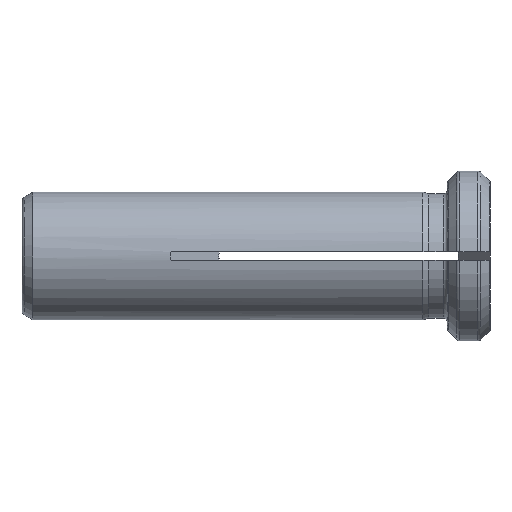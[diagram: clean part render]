
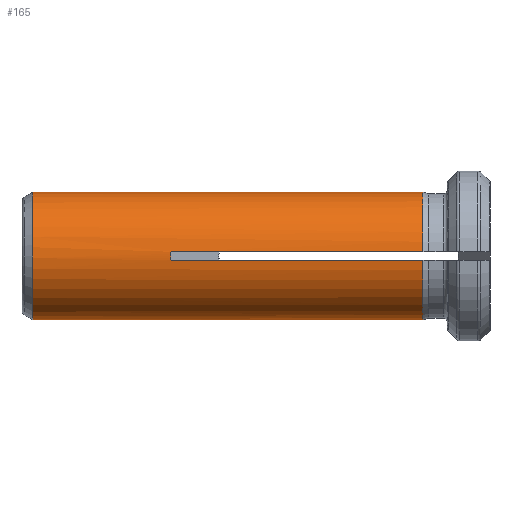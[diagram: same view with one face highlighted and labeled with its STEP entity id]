
A CAD part, front view. The second image highlights one B-rep face of the part: STEP entity #165.
In plain terms, the highlighted cylindrical face has radius 6 mm (diameter 12 mm), a full revolution.
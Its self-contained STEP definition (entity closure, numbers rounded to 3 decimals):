
#165=ADVANCED_FACE( '', ( #368, #369 ), #370, .T. );
#368=FACE_OUTER_BOUND( '', #603, .T. );
#369=FACE_OUTER_BOUND( '', #604, .T. );
#370=CYLINDRICAL_SURFACE( '', #605, 6. );
#603=EDGE_LOOP( '', ( #1091 ) );
#604=EDGE_LOOP( '', ( #1092, #1093, #1094, #1095, #1096, #1097, #1098, #1099, #1100, #1101, #1102, #1103, #1104, #1105, #1106, #1107 ) );
#605=AXIS2_PLACEMENT_3D( '', #1108, #1109, #1110 );
#1091=ORIENTED_EDGE( '', *, *, #1501, .T. );
#1092=ORIENTED_EDGE( '', *, *, #1472, .F. );
#1093=ORIENTED_EDGE( '', *, *, #1603, .T. );
#1094=ORIENTED_EDGE( '', *, *, #1604, .T. );
#1095=ORIENTED_EDGE( '', *, *, #1545, .F. );
#1096=ORIENTED_EDGE( '', *, *, #1605, .F. );
#1097=ORIENTED_EDGE( '', *, *, #1490, .T. );
#1098=ORIENTED_EDGE( '', *, *, #1530, .T. );
#1099=ORIENTED_EDGE( '', *, *, #1419, .F. );
#1100=ORIENTED_EDGE( '', *, *, #1606, .F. );
#1101=ORIENTED_EDGE( '', *, *, #1568, .T. );
#1102=ORIENTED_EDGE( '', *, *, #1515, .T. );
#1103=ORIENTED_EDGE( '', *, *, #1601, .F. );
#1104=ORIENTED_EDGE( '', *, *, #1607, .F. );
#1105=ORIENTED_EDGE( '', *, *, #1556, .T. );
#1106=ORIENTED_EDGE( '', *, *, #1522, .T. );
#1107=ORIENTED_EDGE( '', *, *, #1608, .F. );
#1108=CARTESIAN_POINT( '', ( -60., 0., 0. ) );
#1109=DIRECTION( '', ( 1., 0., 0. ) );
#1110=DIRECTION( '', ( 0., 0., 1. ) );
#1419=EDGE_CURVE( '', #1704, #1706, #1707, .T. );
#1472=EDGE_CURVE( '', #1800, #1802, #1803, .F. );
#1490=EDGE_CURVE( '', #1832, #1830, #1833, .T. );
#1501=EDGE_CURVE( '', #1849, #1849, #1850, .T. );
#1515=EDGE_CURVE( '', #1869, #1867, #1870, .T. );
#1522=EDGE_CURVE( '', #1879, #1877, #1880, .T. );
#1530=EDGE_CURVE( '', #1830, #1706, #1892, .T. );
#1545=EDGE_CURVE( '', #1911, #1913, #1914, .T. );
#1556=EDGE_CURVE( '', #1926, #1879, #1927, .T. );
#1568=EDGE_CURVE( '', #1947, #1869, #1948, .T. );
#1601=EDGE_CURVE( '', #1998, #1867, #2000, .T. );
#1603=EDGE_CURVE( '', #1800, #2002, #2003, .T. );
#1604=EDGE_CURVE( '', #2002, #1913, #2004, .T. );
#1605=EDGE_CURVE( '', #1832, #1911, #2005, .F. );
#1606=EDGE_CURVE( '', #1947, #1704, #2006, .F. );
#1607=EDGE_CURVE( '', #1926, #1998, #2007, .F. );
#1608=EDGE_CURVE( '', #1802, #1877, #2008, .T. );
#1704=VERTEX_POINT( '', #2151 );
#1706=VERTEX_POINT( '', #2159 );
#1707=LINE( '', #2160, #2161 );
#1800=VERTEX_POINT( '', #2286 );
#1802=VERTEX_POINT( '', #2294 );
#1803=CIRCLE( '', #2295, 6. );
#1830=VERTEX_POINT( '', #2350 );
#1832=VERTEX_POINT( '', #2353 );
#1833=LINE( '', #2354, #2355 );
#1849=VERTEX_POINT( '', #2401 );
#1850=CIRCLE( '', #2402, 6. );
#1867=VERTEX_POINT( '', #2427 );
#1869=VERTEX_POINT( '', #2430 );
#1870=ELLIPSE( '', #2431, 8.485, 6. );
#1877=VERTEX_POINT( '', #2444 );
#1879=VERTEX_POINT( '', #2447 );
#1880=ELLIPSE( '', #2448, 8.485, 6. );
#1892=ELLIPSE( '', #2467, 8.485, 6. );
#1911=VERTEX_POINT( '', #2510 );
#1913=VERTEX_POINT( '', #2518 );
#1914=LINE( '', #2519, #2520 );
#1926=VERTEX_POINT( '', #2543 );
#1927=LINE( '', #2544, #2545 );
#1947=VERTEX_POINT( '', #2602 );
#1948=LINE( '', #2603, #2604 );
#1998=VERTEX_POINT( '', #2707 );
#2000=LINE( '', #2715, #2716 );
#2002=VERTEX_POINT( '', #2718 );
#2003=LINE( '', #2719, #2720 );
#2004=ELLIPSE( '', #2721, 8.485, 6. );
#2005=CIRCLE( '', #2722, 6. );
#2006=CIRCLE( '', #2723, 6. );
#2007=CIRCLE( '', #2724, 6. );
#2008=LINE( '', #2725, #2726 );
#2151=CARTESIAN_POINT( '', ( -2.313, 0.4, 5.987 ) );
#2159=CARTESIAN_POINT( '', ( -25.987, 0.4, 5.987 ) );
#2160=CARTESIAN_POINT( '', ( -60., 0.4, 5.987 ) );
#2161=VECTOR( '', #2869, 1000. );
#2286=CARTESIAN_POINT( '', ( -2.313, -5.987, -0.4 ) );
#2294=CARTESIAN_POINT( '', ( -2.313, -0.4, -5.987 ) );
#2295=AXIS2_PLACEMENT_3D( '', #2954, #2955, #2956 );
#2350=CARTESIAN_POINT( '', ( -25.987, -0.4, 5.987 ) );
#2353=CARTESIAN_POINT( '', ( -2.313, -0.4, 5.987 ) );
#2354=CARTESIAN_POINT( '', ( -60., -0.4, 5.987 ) );
#2355=VECTOR( '', #2975, 1000. );
#2401=CARTESIAN_POINT( '', ( -38.986, 0., -6. ) );
#2402=AXIS2_PLACEMENT_3D( '', #2979, #2980, #2981 );
#2427=CARTESIAN_POINT( '', ( -25.987, 5.987, -0.4 ) );
#2430=CARTESIAN_POINT( '', ( -25.987, 5.987, 0.4 ) );
#2431=AXIS2_PLACEMENT_3D( '', #2998, #2999, #3000 );
#2444=CARTESIAN_POINT( '', ( -25.987, -0.4, -5.987 ) );
#2447=CARTESIAN_POINT( '', ( -25.987, 0.4, -5.987 ) );
#2448=AXIS2_PLACEMENT_3D( '', #3006, #3007, #3008 );
#2467=AXIS2_PLACEMENT_3D( '', #3016, #3017, #3018 );
#2510=CARTESIAN_POINT( '', ( -2.313, -5.987, 0.4 ) );
#2518=CARTESIAN_POINT( '', ( -25.987, -5.987, 0.4 ) );
#2519=CARTESIAN_POINT( '', ( -60., -5.987, 0.4 ) );
#2520=VECTOR( '', #3028, 1000. );
#2543=CARTESIAN_POINT( '', ( -2.313, 0.4, -5.987 ) );
#2544=CARTESIAN_POINT( '', ( -60., 0.4, -5.987 ) );
#2545=VECTOR( '', #3035, 1000. );
#2602=CARTESIAN_POINT( '', ( -2.313, 5.987, 0.4 ) );
#2603=CARTESIAN_POINT( '', ( -60., 5.987, 0.4 ) );
#2604=VECTOR( '', #3039, 1000. );
#2707=CARTESIAN_POINT( '', ( -2.313, 5.987, -0.4 ) );
#2715=CARTESIAN_POINT( '', ( -60., 5.987, -0.4 ) );
#2716=VECTOR( '', #3069, 1000. );
#2718=CARTESIAN_POINT( '', ( -25.987, -5.987, -0.4 ) );
#2719=CARTESIAN_POINT( '', ( -60., -5.987, -0.4 ) );
#2720=VECTOR( '', #3070, 1000. );
#2721=AXIS2_PLACEMENT_3D( '', #3071, #3072, #3073 );
#2722=AXIS2_PLACEMENT_3D( '', #3074, #3075, #3076 );
#2723=AXIS2_PLACEMENT_3D( '', #3077, #3078, #3079 );
#2724=AXIS2_PLACEMENT_3D( '', #3080, #3081, #3082 );
#2725=CARTESIAN_POINT( '', ( -60., -0.4, -5.987 ) );
#2726=VECTOR( '', #3083, 1000. );
#2869=DIRECTION( '', ( -1., 0., 0. ) );
#2954=CARTESIAN_POINT( '', ( -2.313, 0., 0. ) );
#2955=DIRECTION( '', ( -1., 0., 0. ) );
#2956=DIRECTION( '', ( 0., 0., 1. ) );
#2975=DIRECTION( '', ( -1., 0., 0. ) );
#2979=CARTESIAN_POINT( '', ( -38.986, 0., 0. ) );
#2980=DIRECTION( '', ( 1., 0., 0. ) );
#2981=DIRECTION( '', ( 0., 0., -1. ) );
#2998=CARTESIAN_POINT( '', ( -20., 0., 0. ) );
#2999=DIRECTION( '', ( -0.707, -0.707, 0. ) );
#3000=DIRECTION( '', ( -0.707, 0.707, 0. ) );
#3006=CARTESIAN_POINT( '', ( -20., 0., 0. ) );
#3007=DIRECTION( '', ( -0.707, 0., 0.707 ) );
#3008=DIRECTION( '', ( -0.707, 0., -0.707 ) );
#3016=CARTESIAN_POINT( '', ( -20., 0., 0. ) );
#3017=DIRECTION( '', ( -0.707, 0., -0.707 ) );
#3018=DIRECTION( '', ( -0.707, 0., 0.707 ) );
#3028=DIRECTION( '', ( -1., 0., 0. ) );
#3035=DIRECTION( '', ( -1., 0., 0. ) );
#3039=DIRECTION( '', ( -1., 0., 0. ) );
#3069=DIRECTION( '', ( -1., 0., 0. ) );
#3070=DIRECTION( '', ( -1., 0., 0. ) );
#3071=CARTESIAN_POINT( '', ( -20., 0., 0. ) );
#3072=DIRECTION( '', ( -0.707, 0.707, 0. ) );
#3073=DIRECTION( '', ( -0.707, -0.707, 0. ) );
#3074=CARTESIAN_POINT( '', ( -2.313, 0., 0. ) );
#3075=DIRECTION( '', ( -1., 0., 0. ) );
#3076=DIRECTION( '', ( 0., 0., 1. ) );
#3077=CARTESIAN_POINT( '', ( -2.313, 0., 0. ) );
#3078=DIRECTION( '', ( -1., 0., 0. ) );
#3079=DIRECTION( '', ( 0., 0., 1. ) );
#3080=CARTESIAN_POINT( '', ( -2.313, 0., 0. ) );
#3081=DIRECTION( '', ( -1., 0., 0. ) );
#3082=DIRECTION( '', ( 0., 0., 1. ) );
#3083=DIRECTION( '', ( -1., 0., 0. ) );
